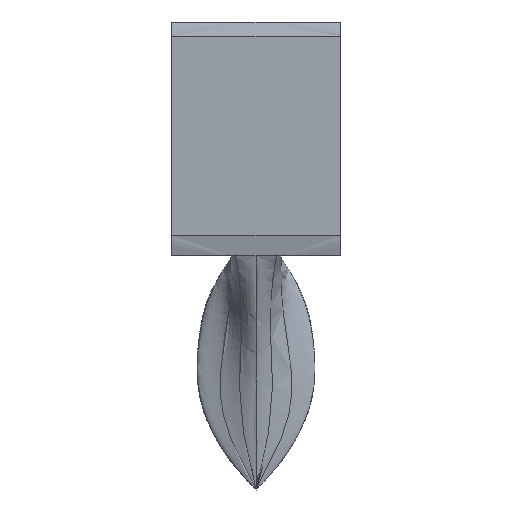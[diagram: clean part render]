
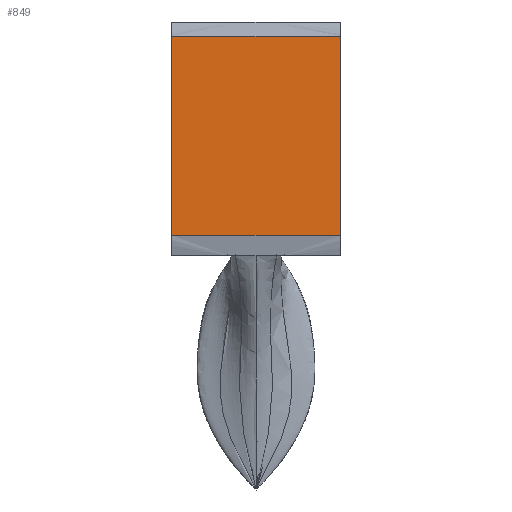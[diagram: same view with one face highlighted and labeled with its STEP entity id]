
A CAD part, top view. The second image highlights one B-rep face of the part: STEP entity #849.
In plain terms, the highlighted planar face has unit normal (0, 0, 1).
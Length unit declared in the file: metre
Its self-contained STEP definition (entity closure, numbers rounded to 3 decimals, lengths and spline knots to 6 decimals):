
#141=FACE_OUTER_BOUND('',#191,.T.);
#191=EDGE_LOOP('',(#761,#762,#763,#764));
#233=LINE('',#7185,#272);
#234=LINE('',#7188,#273);
#235=LINE('',#7210,#274);
#236=LINE('',#7211,#275);
#272=VECTOR('',#985,0.01);
#273=VECTOR('',#988,0.01);
#274=VECTOR('',#991,0.01);
#275=VECTOR('',#992,0.01);
#393=VERTEX_POINT('',#7167);
#394=VERTEX_POINT('',#7174);
#395=VERTEX_POINT('',#7187);
#396=VERTEX_POINT('',#7209);
#518=EDGE_CURVE('',#394,#393,#233,.T.);
#519=EDGE_CURVE('',#395,#393,#234,.T.);
#521=EDGE_CURVE('',#396,#394,#235,.T.);
#522=EDGE_CURVE('',#396,#395,#236,.T.);
#761=ORIENTED_EDGE('',*,*,#518,.F.);
#762=ORIENTED_EDGE('',*,*,#521,.F.);
#763=ORIENTED_EDGE('',*,*,#522,.T.);
#764=ORIENTED_EDGE('',*,*,#519,.T.);
#803=PLANE('',#897);
#849=ADVANCED_FACE('',(#141),#803,.T.);
#897=AXIS2_PLACEMENT_3D('',#7208,#989,#990);
#985=DIRECTION('',(1.,0.,0.));
#988=DIRECTION('',(0.,1.,0.));
#989=DIRECTION('center_axis',(0.,0.,1.));
#990=DIRECTION('ref_axis',(1.,0.,0.));
#991=DIRECTION('',(0.,1.,0.));
#992=DIRECTION('',(1.,0.,0.));
#7167=CARTESIAN_POINT('',(0.9,4.85,1.));
#7174=CARTESIAN_POINT('',(-0.9,4.85,1.));
#7185=CARTESIAN_POINT('',(-0.9,4.85,1.));
#7187=CARTESIAN_POINT('',(0.9,2.72,1.));
#7188=CARTESIAN_POINT('',(0.9,2.5,1.));
#7208=CARTESIAN_POINT('Origin',(-0.9,2.5,1.));
#7209=CARTESIAN_POINT('',(-0.9,2.72,1.));
#7210=CARTESIAN_POINT('',(-0.9,2.5,1.));
#7211=CARTESIAN_POINT('',(-0.9,2.72,1.));
